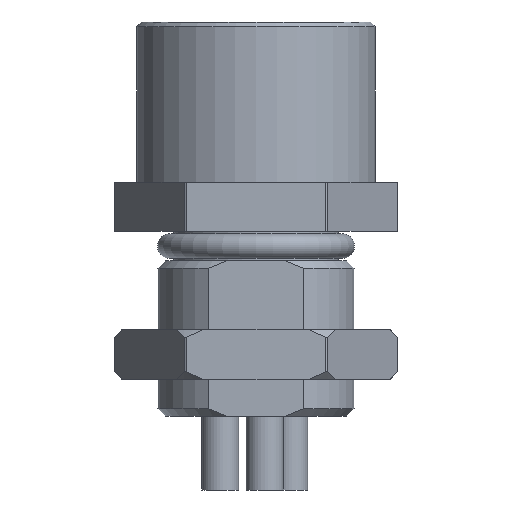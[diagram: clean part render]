
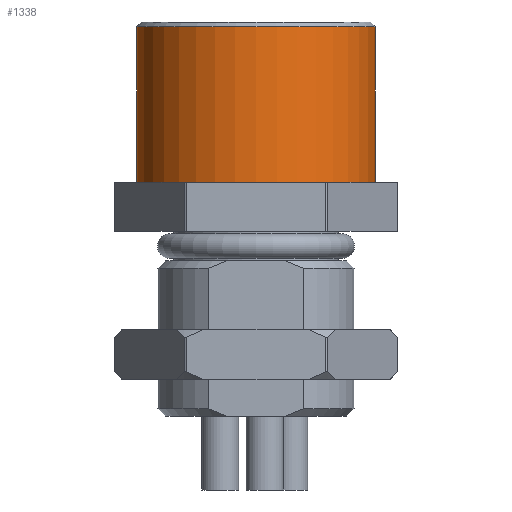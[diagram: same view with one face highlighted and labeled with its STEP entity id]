
A CAD part, front view. The second image highlights one B-rep face of the part: STEP entity #1338.
In plain terms, the highlighted cylindrical face has radius 4.85 mm (diameter 9.7 mm), a full revolution.
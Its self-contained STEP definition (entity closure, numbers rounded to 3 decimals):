
#1182=FACE_BOUND('',#1748,.T.);
#1183=FACE_BOUND('',#1749,.T.);
#1338=ADVANCED_FACE('',(#1182,#1183),#1529,.T.);
#1529=CYLINDRICAL_SURFACE('',#4070,4.85);
#1748=EDGE_LOOP('',(#2404));
#1749=EDGE_LOOP('',(#2405));
#2404=ORIENTED_EDGE('',*,*,#3484,.T.);
#2405=ORIENTED_EDGE('',*,*,#3483,.F.);
#3183=VERTEX_POINT('',#5455);
#3184=VERTEX_POINT('',#5458);
#3483=EDGE_CURVE('',#3183,#3183,#3863,.T.);
#3484=EDGE_CURVE('',#3184,#3184,#3864,.T.);
#3863=CIRCLE('',#4067,4.85);
#3864=CIRCLE('',#4069,4.85);
#4067=AXIS2_PLACEMENT_3D('',#5454,#4520,#4521);
#4069=AXIS2_PLACEMENT_3D('',#5457,#4524,#4525);
#4070=AXIS2_PLACEMENT_3D('',#5459,#4526,#4527);
#4520=DIRECTION('',(0.,0.,-1.));
#4521=DIRECTION('',(0.,1.,0.));
#4524=DIRECTION('',(0.,0.,-1.));
#4525=DIRECTION('',(0.,1.,0.));
#4526=DIRECTION('',(0.,0.,1.));
#4527=DIRECTION('',(0.,1.,0.));
#5454=CARTESIAN_POINT('',(-110.,150.,-13.2));
#5455=CARTESIAN_POINT('',(-110.,154.85,-13.2));
#5457=CARTESIAN_POINT('',(-110.,150.,-6.9));
#5458=CARTESIAN_POINT('',(-110.,154.85,-6.9));
#5459=CARTESIAN_POINT('',(-110.,150.,-13.3));
